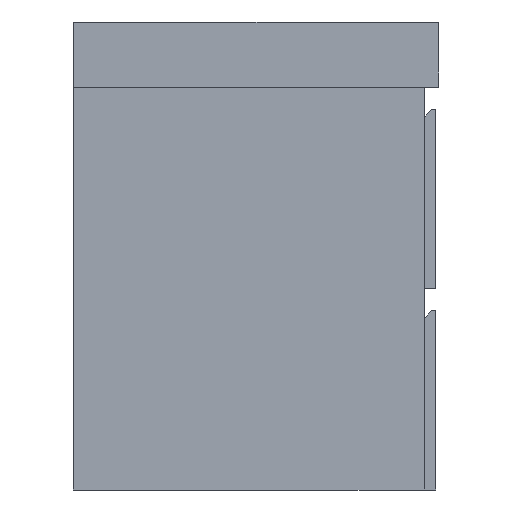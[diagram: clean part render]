
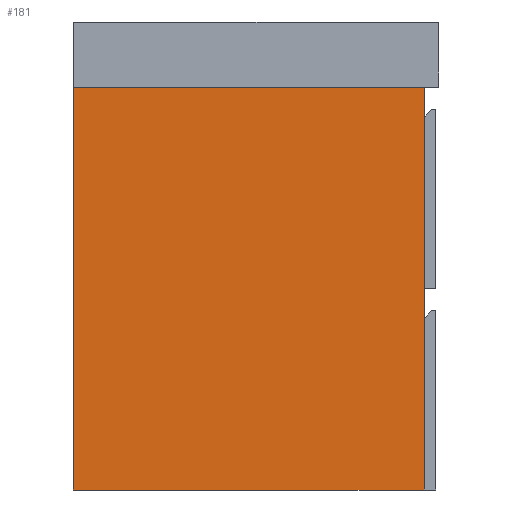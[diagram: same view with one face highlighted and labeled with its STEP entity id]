
A CAD part, left-side view. The second image highlights one B-rep face of the part: STEP entity #181.
In plain terms, the highlighted planar face has unit normal (-1, 0, 0).
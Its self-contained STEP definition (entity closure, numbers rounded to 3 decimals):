
#181=ADVANCED_FACE('',(#240),#915,.T.);
#240=FACE_OUTER_BOUND('',#299,.T.);
#299=EDGE_LOOP('',(#520,#521,#522,#523));
#520=ORIENTED_EDGE('',*,*,#662,.F.);
#521=ORIENTED_EDGE('',*,*,#649,.T.);
#522=ORIENTED_EDGE('',*,*,#660,.T.);
#523=ORIENTED_EDGE('',*,*,#661,.F.);
#649=EDGE_CURVE('',#853,#852,#770,.T.);
#660=EDGE_CURVE('',#852,#860,#781,.T.);
#661=EDGE_CURVE('',#861,#860,#782,.T.);
#662=EDGE_CURVE('',#853,#861,#783,.T.);
#770=B_SPLINE_CURVE_WITH_KNOTS('',1,(#1813,#1814),.UNSPECIFIED.,.F.,.F.,
(2,2),(-550.,0.),.UNSPECIFIED.);
#781=B_SPLINE_CURVE_WITH_KNOTS('',1,(#1835,#1836),.UNSPECIFIED.,.F.,.F.,
(2,2),(-480.,0.),.UNSPECIFIED.);
#782=B_SPLINE_CURVE_WITH_KNOTS('',1,(#1837,#1838),.UNSPECIFIED.,.F.,.F.,
(2,2),(-550.,0.),.UNSPECIFIED.);
#783=B_SPLINE_CURVE_WITH_KNOTS('',1,(#1839,#1840),.UNSPECIFIED.,.F.,.F.,
(2,2),(-480.,0.),.UNSPECIFIED.);
#852=VERTEX_POINT('',#1793);
#853=VERTEX_POINT('',#1794);
#860=VERTEX_POINT('',#1801);
#861=VERTEX_POINT('',#1802);
#915=PLANE('',#1095);
#1095=AXIS2_PLACEMENT_3D('',#1782,#1169,$);
#1169=DIRECTION('',(-1.,0.,0.));
#1782=CARTESIAN_POINT('',(-444.,-330.,528.));
#1793=CARTESIAN_POINT('',(-444.,275.,480.));
#1794=CARTESIAN_POINT('',(-444.,-275.,480.));
#1801=CARTESIAN_POINT('',(-444.,275.,0.));
#1802=CARTESIAN_POINT('',(-444.,-275.,0.));
#1813=CARTESIAN_POINT('',(-444.,-275.,480.));
#1814=CARTESIAN_POINT('',(-444.,275.,480.));
#1835=CARTESIAN_POINT('',(-444.,275.,480.));
#1836=CARTESIAN_POINT('',(-444.,275.,0.));
#1837=CARTESIAN_POINT('',(-444.,-275.,0.));
#1838=CARTESIAN_POINT('',(-444.,275.,0.));
#1839=CARTESIAN_POINT('',(-444.,-275.,480.));
#1840=CARTESIAN_POINT('',(-444.,-275.,0.));
